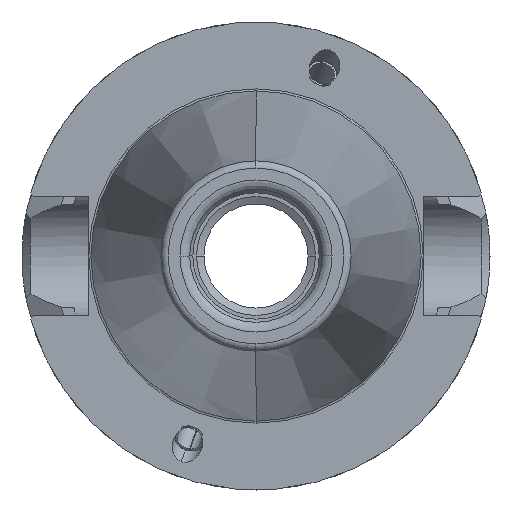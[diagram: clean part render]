
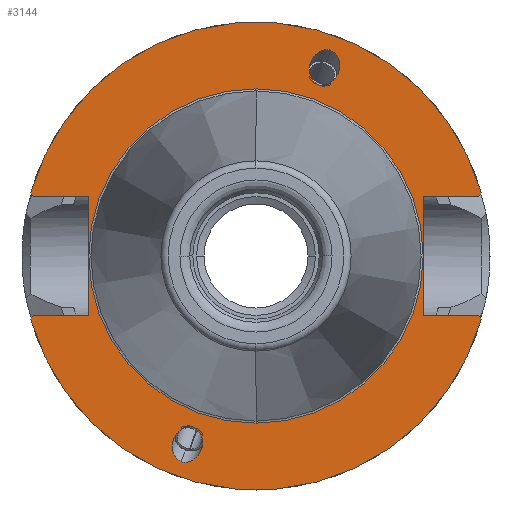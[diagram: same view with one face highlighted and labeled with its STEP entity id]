
A CAD part, left-side view. The second image highlights one B-rep face of the part: STEP entity #3144.
In plain terms, the highlighted planar face has unit normal (-1, 0, 0).
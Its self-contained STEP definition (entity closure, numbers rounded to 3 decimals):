
#759=CARTESIAN_POINT('',(2.,0.,0.));
#760=DIRECTION('',(-1.,0.,0.));
#761=DIRECTION('',(0.,0.963,-0.269));
#762=AXIS2_PLACEMENT_3D('',#759,#760,#761);
#768=CARTESIAN_POINT('',(2.,0.,0.));
#769=DIRECTION('',(-1.,0.,0.));
#770=DIRECTION('',(0.,-0.963,0.269));
#771=AXIS2_PLACEMENT_3D('',#768,#769,#770);
#897=CARTESIAN_POINT('',(2.,0.,0.));
#898=DIRECTION('',(1.,0.,0.));
#899=DIRECTION('',(0.,0.,1.));
#900=AXIS2_PLACEMENT_3D('',#897,#898,#899);
#902=CARTESIAN_POINT('',(2.,0.,0.));
#903=DIRECTION('',(1.,0.,0.));
#904=DIRECTION('',(0.,0.,-1.));
#905=AXIS2_PLACEMENT_3D('',#902,#903,#904);
#907=DIRECTION('',(0.,0.,-1.));
#908=VECTOR('',#907,16.1);
#909=CARTESIAN_POINT('',(2.,-22.6,8.05));
#910=LINE('',#909,#908);
#911=DIRECTION('',(0.,1.,0.));
#912=VECTOR('',#911,7.3);
#913=CARTESIAN_POINT('',(2.,-29.9,-8.05));
#914=LINE('',#913,#912);
#915=DIRECTION('',(0.,0.707,0.707));
#916=VECTOR('',#915,0.616);
#917=CARTESIAN_POINT('',(2.,-30.336,-8.486));
#918=LINE('',#917,#916);
#919=DIRECTION('',(0.,-0.707,0.707));
#920=VECTOR('',#919,0.616);
#921=CARTESIAN_POINT('',(2.,30.336,-8.486));
#922=LINE('',#921,#920);
#923=DIRECTION('',(0.,-1.,0.));
#924=VECTOR('',#923,7.3);
#925=CARTESIAN_POINT('',(2.,29.9,-8.05));
#926=LINE('',#925,#924);
#927=DIRECTION('',(0.,0.,-1.));
#928=VECTOR('',#927,16.1);
#929=CARTESIAN_POINT('',(2.,22.6,8.05));
#930=LINE('',#929,#928);
#931=DIRECTION('',(0.,-1.,0.));
#932=VECTOR('',#931,7.3);
#933=CARTESIAN_POINT('',(2.,29.9,8.05));
#934=LINE('',#933,#932);
#935=DIRECTION('',(0.,-0.707,-0.707));
#936=VECTOR('',#935,0.616);
#937=CARTESIAN_POINT('',(2.,30.336,8.486));
#938=LINE('',#937,#936);
#939=DIRECTION('',(0.,0.707,-0.707));
#940=VECTOR('',#939,0.616);
#941=CARTESIAN_POINT('',(2.,-30.336,8.486));
#942=LINE('',#941,#940);
#943=DIRECTION('',(0.,1.,0.));
#944=VECTOR('',#943,7.3);
#945=CARTESIAN_POINT('',(2.,-29.9,8.05));
#946=LINE('',#945,#944);
#947=CARTESIAN_POINT('',(2.,10.07,-27.666));
#948=CARTESIAN_POINT('',(2.,10.291,-27.585));
#949=CARTESIAN_POINT('',(2.,10.734,-27.313));
#950=CARTESIAN_POINT('',(2.,11.212,-26.546));
#951=CARTESIAN_POINT('',(2.,11.343,-25.566));
#952=CARTESIAN_POINT('',(2.,11.154,-24.673));
#953=CARTESIAN_POINT('',(2.,10.725,-23.868));
#954=CARTESIAN_POINT('',(2.,9.994,-23.201));
#955=CARTESIAN_POINT('',(2.,9.135,-22.921));
#956=CARTESIAN_POINT('',(2.,8.621,-22.997));
#957=CARTESIAN_POINT('',(2.,8.399,-23.077));
#959=CARTESIAN_POINT('',(2.,8.399,-23.077));
#960=CARTESIAN_POINT('',(2.,8.178,-23.158));
#961=CARTESIAN_POINT('',(2.,7.735,-23.431));
#962=CARTESIAN_POINT('',(2.,7.257,-24.197));
#963=CARTESIAN_POINT('',(2.,7.127,-25.178));
#964=CARTESIAN_POINT('',(2.,7.315,-26.07));
#965=CARTESIAN_POINT('',(2.,7.744,-26.875));
#966=CARTESIAN_POINT('',(2.,8.475,-27.542));
#967=CARTESIAN_POINT('',(2.,9.334,-27.822));
#968=CARTESIAN_POINT('',(2.,9.848,-27.747));
#969=CARTESIAN_POINT('',(2.,10.07,-27.666));
#971=CARTESIAN_POINT('',(2.,-10.07,27.666));
#972=CARTESIAN_POINT('',(2.,-10.291,27.585));
#973=CARTESIAN_POINT('',(2.,-10.734,27.313));
#974=CARTESIAN_POINT('',(2.,-11.212,26.546));
#975=CARTESIAN_POINT('',(2.,-11.343,25.566));
#976=CARTESIAN_POINT('',(2.,-11.154,24.673));
#977=CARTESIAN_POINT('',(2.,-10.725,23.868));
#978=CARTESIAN_POINT('',(2.,-9.994,23.201));
#979=CARTESIAN_POINT('',(2.,-9.135,22.921));
#980=CARTESIAN_POINT('',(2.,-8.621,22.997));
#981=CARTESIAN_POINT('',(2.,-8.399,23.077));
#983=CARTESIAN_POINT('',(2.,-8.399,23.077));
#984=CARTESIAN_POINT('',(2.,-8.178,23.158));
#985=CARTESIAN_POINT('',(2.,-7.735,23.431));
#986=CARTESIAN_POINT('',(2.,-7.257,24.197));
#987=CARTESIAN_POINT('',(2.,-7.127,25.178));
#988=CARTESIAN_POINT('',(2.,-7.315,26.07));
#989=CARTESIAN_POINT('',(2.,-7.744,26.875));
#990=CARTESIAN_POINT('',(2.,-8.475,27.542));
#991=CARTESIAN_POINT('',(2.,-9.334,27.822));
#992=CARTESIAN_POINT('',(2.,-9.848,27.747));
#993=CARTESIAN_POINT('',(2.,-10.07,27.666));
#1865=CARTESIAN_POINT('',(2.,22.6,8.05));
#1866=CARTESIAN_POINT('',(2.,22.6,-8.05));
#1867=VERTEX_POINT('',#1865);
#1868=VERTEX_POINT('',#1866);
#1937=CARTESIAN_POINT('',(2.,0.,22.5));
#1938=CARTESIAN_POINT('',(2.,0.,-22.5));
#1939=VERTEX_POINT('',#1937);
#1940=VERTEX_POINT('',#1938);
#1973=CARTESIAN_POINT('',(2.,29.9,8.05));
#1974=VERTEX_POINT('',#1973);
#1975=CARTESIAN_POINT('',(2.,29.9,-8.05));
#1976=VERTEX_POINT('',#1975);
#1977=CARTESIAN_POINT('',(2.,30.336,8.486));
#1978=VERTEX_POINT('',#1977);
#1979=CARTESIAN_POINT('',(2.,30.336,-8.486));
#1980=VERTEX_POINT('',#1979);
#1982=CARTESIAN_POINT('',(2.,-30.336,8.486));
#1984=VERTEX_POINT('',#1982);
#1986=CARTESIAN_POINT('',(2.,-30.336,-8.486));
#1988=VERTEX_POINT('',#1986);
#1989=CARTESIAN_POINT('',(2.,-22.6,8.05));
#1990=CARTESIAN_POINT('',(2.,-22.6,-8.05));
#1991=VERTEX_POINT('',#1989);
#1992=VERTEX_POINT('',#1990);
#1993=CARTESIAN_POINT('',(2.,-29.9,8.05));
#1994=VERTEX_POINT('',#1993);
#1995=CARTESIAN_POINT('',(2.,-29.9,-8.05));
#1996=VERTEX_POINT('',#1995);
#2028=VERTEX_POINT('',#947);
#2029=VERTEX_POINT('',#957);
#2074=VERTEX_POINT('',#971);
#2075=VERTEX_POINT('',#981);
#3101=CARTESIAN_POINT('',(2.,0.,0.));
#3102=DIRECTION('',(-1.,0.,0.));
#3103=DIRECTION('',(0.,0.,-1.));
#3104=AXIS2_PLACEMENT_3D('',#3101,#3102,#3103);
#3105=PLANE('',#3104);
#3106=ORIENTED_EDGE('',*,*,#3095,.T.);
#3107=ORIENTED_EDGE('',*,*,#2867,.F.);
#3108=ORIENTED_EDGE('',*,*,#3028,.F.);
#3109=ORIENTED_EDGE('',*,*,#2983,.F.);
#3111=ORIENTED_EDGE('',*,*,#3110,.T.);
#3113=ORIENTED_EDGE('',*,*,#3112,.T.);
#3115=ORIENTED_EDGE('',*,*,#3114,.F.);
#3117=ORIENTED_EDGE('',*,*,#3116,.F.);
#3119=ORIENTED_EDGE('',*,*,#3118,.F.);
#3120=ORIENTED_EDGE('',*,*,#2995,.F.);
#3122=ORIENTED_EDGE('',*,*,#3121,.T.);
#3123=ORIENTED_EDGE('',*,*,#3077,.T.);
#3124=EDGE_LOOP('',(#3106,#3107,#3108,#3109,#3111,#3113,#3115,#3117,#3119,#3120,
#3122,#3123));
#3125=FACE_OUTER_BOUND('',#3124,.F.);
#3127=ORIENTED_EDGE('',*,*,#3126,.F.);
#3129=ORIENTED_EDGE('',*,*,#3128,.F.);
#3130=EDGE_LOOP('',(#3127,#3129));
#3131=FACE_BOUND('',#3130,.F.);
#3133=ORIENTED_EDGE('',*,*,#3132,.F.);
#3135=ORIENTED_EDGE('',*,*,#3134,.F.);
#3136=EDGE_LOOP('',(#3133,#3135));
#3137=FACE_BOUND('',#3136,.F.);
#3139=ORIENTED_EDGE('',*,*,#3138,.F.);
#3141=ORIENTED_EDGE('',*,*,#3140,.F.);
#3142=EDGE_LOOP('',(#3139,#3141));
#3143=FACE_BOUND('',#3142,.F.);
#3144=ADVANCED_FACE('',(#3125,#3131,#3137,#3143),#3105,.T.);
#763=CIRCLE('',#762,31.5);
#772=CIRCLE('',#771,31.5);
#901=CIRCLE('',#900,22.5);
#906=CIRCLE('',#905,22.5);
#958=B_SPLINE_CURVE_WITH_KNOTS('',3,(#947,#948,#949,#950,#951,#952,#953,#954,
#955,#956,#957),.UNSPECIFIED.,.F.,.F.,(4,1,1,1,1,1,1,1,4),(0.,0.125,0.25,
0.375,0.5,0.625,0.75,0.875,1.),.UNSPECIFIED.);
#970=B_SPLINE_CURVE_WITH_KNOTS('',3,(#959,#960,#961,#962,#963,#964,#965,#966,
#967,#968,#969),.UNSPECIFIED.,.F.,.F.,(4,1,1,1,1,1,1,1,4),(0.,0.125,0.25,
0.375,0.5,0.625,0.75,0.875,1.),.UNSPECIFIED.);
#982=B_SPLINE_CURVE_WITH_KNOTS('',3,(#971,#972,#973,#974,#975,#976,#977,#978,
#979,#980,#981),.UNSPECIFIED.,.F.,.F.,(4,1,1,1,1,1,1,1,4),(0.,0.125,0.25,
0.375,0.5,0.625,0.75,0.875,1.),.UNSPECIFIED.);
#994=B_SPLINE_CURVE_WITH_KNOTS('',3,(#983,#984,#985,#986,#987,#988,#989,#990,
#991,#992,#993),.UNSPECIFIED.,.F.,.F.,(4,1,1,1,1,1,1,1,4),(0.,0.125,0.25,
0.375,0.5,0.625,0.75,0.875,1.),.UNSPECIFIED.);
#2867=EDGE_CURVE('',#1996,#1992,#914,.T.);
#2983=EDGE_CURVE('',#1980,#1988,#763,.T.);
#2995=EDGE_CURVE('',#1984,#1978,#772,.T.);
#3028=EDGE_CURVE('',#1988,#1996,#918,.T.);
#3077=EDGE_CURVE('',#1994,#1991,#946,.T.);
#3095=EDGE_CURVE('',#1991,#1992,#910,.T.);
#3110=EDGE_CURVE('',#1980,#1976,#922,.T.);
#3112=EDGE_CURVE('',#1976,#1868,#926,.T.);
#3114=EDGE_CURVE('',#1867,#1868,#930,.T.);
#3116=EDGE_CURVE('',#1974,#1867,#934,.T.);
#3118=EDGE_CURVE('',#1978,#1974,#938,.T.);
#3121=EDGE_CURVE('',#1984,#1994,#942,.T.);
#3126=EDGE_CURVE('',#1939,#1940,#901,.T.);
#3128=EDGE_CURVE('',#1940,#1939,#906,.T.);
#3132=EDGE_CURVE('',#2028,#2029,#958,.T.);
#3134=EDGE_CURVE('',#2029,#2028,#970,.T.);
#3138=EDGE_CURVE('',#2074,#2075,#982,.T.);
#3140=EDGE_CURVE('',#2075,#2074,#994,.T.);
